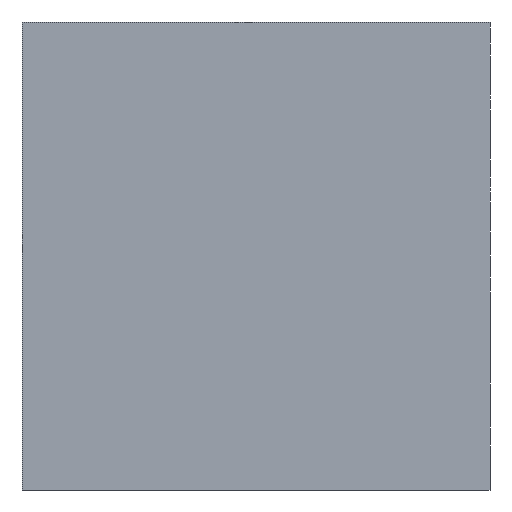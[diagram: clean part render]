
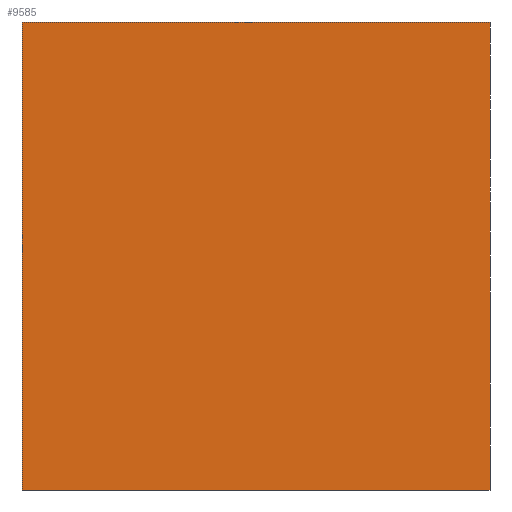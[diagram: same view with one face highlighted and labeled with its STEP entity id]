
A CAD part, left-side view. The second image highlights one B-rep face of the part: STEP entity #9585.
In plain terms, the highlighted planar face has unit normal (-1, 0, 0).
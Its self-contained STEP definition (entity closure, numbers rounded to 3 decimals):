
#775=FACE_OUTER_BOUND('',#1309,.T.);
#1309=EDGE_LOOP('',(#8729,#8730,#8731,#8732));
#2221=LINE('',#16179,#3169);
#2253=LINE('',#16256,#3201);
#2256=LINE('',#16263,#3204);
#2258=LINE('',#16266,#3206);
#3169=VECTOR('',#13307,10.);
#3201=VECTOR('',#13409,10.);
#3204=VECTOR('',#13418,10.);
#3206=VECTOR('',#13422,10.);
#4586=VERTEX_POINT('',#16176);
#4587=VERTEX_POINT('',#16178);
#4597=VERTEX_POINT('',#16255);
#4598=VERTEX_POINT('',#16262);
#5959=EDGE_CURVE('',#4587,#4586,#2221,.T.);
#5997=EDGE_CURVE('',#4587,#4597,#2253,.T.);
#6000=EDGE_CURVE('',#4598,#4597,#2256,.T.);
#6002=EDGE_CURVE('',#4598,#4586,#2258,.T.);
#8729=ORIENTED_EDGE('',*,*,#5959,.T.);
#8730=ORIENTED_EDGE('',*,*,#6002,.F.);
#8731=ORIENTED_EDGE('',*,*,#6000,.T.);
#8732=ORIENTED_EDGE('',*,*,#5997,.F.);
#9083=PLANE('',#10557);
#9585=ADVANCED_FACE('',(#775),#9083,.T.);
#10557=AXIS2_PLACEMENT_3D('',#16265,#13420,#13421);
#13307=DIRECTION('',(0.,1.,0.));
#13409=DIRECTION('',(0.,0.,-1.));
#13418=DIRECTION('',(0.,-1.,0.));
#13420=DIRECTION('center_axis',(-1.,0.,0.));
#13421=DIRECTION('ref_axis',(0.,0.,1.));
#13422=DIRECTION('',(0.,0.,1.));
#16176=CARTESIAN_POINT('',(0.,20.,40.));
#16178=CARTESIAN_POINT('',(0.,-20.,40.));
#16179=CARTESIAN_POINT('',(0.,0.,40.));
#16255=CARTESIAN_POINT('',(0.,-20.,0.));
#16256=CARTESIAN_POINT('',(0.,-20.,0.));
#16262=CARTESIAN_POINT('',(0.,20.,0.));
#16263=CARTESIAN_POINT('',(0.,0.,0.));
#16265=CARTESIAN_POINT('Origin',(0.,0.,0.));
#16266=CARTESIAN_POINT('',(0.,20.,0.));
